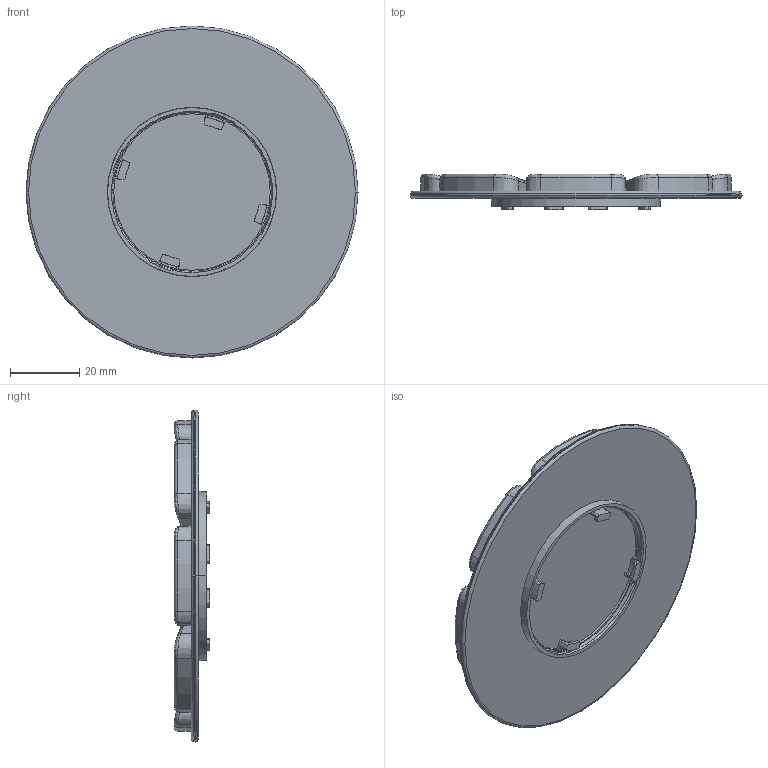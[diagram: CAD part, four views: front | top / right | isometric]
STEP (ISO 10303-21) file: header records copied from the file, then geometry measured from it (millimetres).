
FILE_DESCRIPTION((''),'2;1');
FILE_NAME('CIRCULAR_8BUTTON','2022-06-29T11:59:20',('rhsathe'),(''),'CREO PARAMETRIC BY PTC INC, 2020281','CREO PARAMETRIC BY PTC INC, 2020281','');
FILE_SCHEMA(('CONFIG_CONTROL_DESIGN','GEOMETRIC_VALIDATION_PROPERTIES_MIM'));
Length unit declared in the file: millimetre
Products named in the file (1): CIRCULAR_8BUTTON
Bounding box: 96 x 10.25 x 96 mm (x, y, z)
Volume: 29867.1 mm3; surface area: 17964.7 mm2
Topology: 1 solids, 1 shells, 353 faces, 881 edges, 540 vertices
Faces by surface type: bspline 96, cone 72, cylinder 70, plane 57, extrusion 32, torus 24, sphere 2
Entity records: 22501 total; most frequent: CARTESIAN_POINT 12280, ORIENTED_EDGE 1758, DIRECTION 1275, PRESENTATION_STYLE_ASSIGNMENT 880, STYLED_ITEM 880, CURVE_STYLE 879, EDGE_CURVE 879, VERTEX_POINT 540
